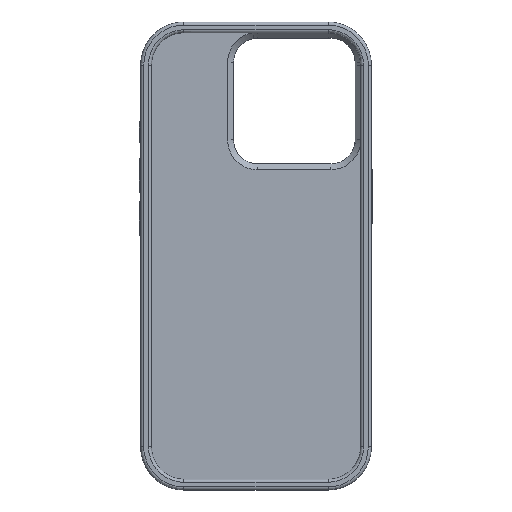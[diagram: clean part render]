
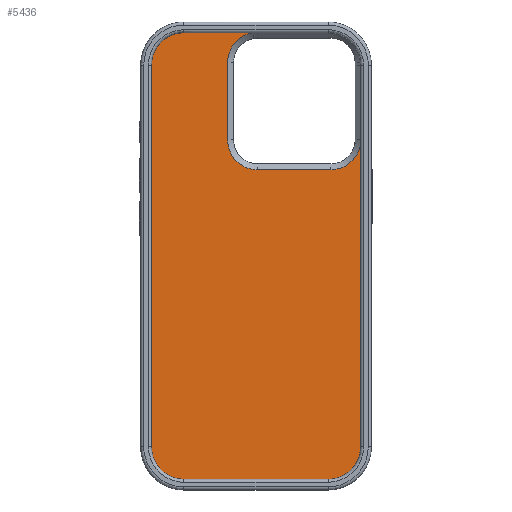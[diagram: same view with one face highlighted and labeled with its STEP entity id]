
A CAD part, front view. The second image highlights one B-rep face of the part: STEP entity #5436.
In plain terms, the highlighted free-form (B-spline) face has degree [1, 1] with [2, 2] control points.
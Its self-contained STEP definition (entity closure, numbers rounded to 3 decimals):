
#4881 = EDGE_CURVE('',#4882,#4884,#4886,.T.);
#4882 = VERTEX_POINT('',#4883);
#4883 = CARTESIAN_POINT('',(22.432,3.976,
    93.974));
#4884 = VERTEX_POINT('',#4885);
#4885 = CARTESIAN_POINT('',(31.282,3.976,
    101.591));
#4886 = ( BOUNDED_CURVE() B_SPLINE_CURVE(2,(#4887,#4888,#4889),
.UNSPECIFIED.,.F.,.F.) B_SPLINE_CURVE_WITH_KNOTS((3,3),(4.712,
6.134),.PIECEWISE_BEZIER_KNOTS.) CURVE() 
GEOMETRIC_REPRESENTATION_ITEM() RATIONAL_B_SPLINE_CURVE((1.,
0.758,1.)) REPRESENTATION_ITEM('') );
#4887 = CARTESIAN_POINT('',(22.432,3.976,
    93.974));
#4888 = CARTESIAN_POINT('',(30.134,3.976,
    93.974));
#4889 = CARTESIAN_POINT('',(31.282,3.976,
    101.591));
#4913 = VERTEX_POINT('',#4914);
#4914 = CARTESIAN_POINT('',(0.459,3.976,93.974
    ));
#4919 = EDGE_CURVE('',#4913,#4882,#4920,.T.);
#4920 = B_SPLINE_CURVE_WITH_KNOTS('',1,(#4921,#4922),.UNSPECIFIED.,.F.,
  .F.,(2,2),(-11.838,12.343),.PIECEWISE_BEZIER_KNOTS.);
#4921 = CARTESIAN_POINT('',(0.459,3.976,93.974
    ));
#4922 = CARTESIAN_POINT('',(22.432,3.976,
    93.974));
#4936 = EDGE_CURVE('',#4937,#4913,#4939,.T.);
#4937 = VERTEX_POINT('',#4938);
#4938 = CARTESIAN_POINT('',(-8.492,3.976,
    102.925));
#4939 = ( BOUNDED_CURVE() B_SPLINE_CURVE(2,(#4940,#4941,#4942),
.UNSPECIFIED.,.F.,.F.) B_SPLINE_CURVE_WITH_KNOTS((3,3),(4.712,
6.283),.PIECEWISE_BEZIER_KNOTS.) CURVE() 
GEOMETRIC_REPRESENTATION_ITEM() RATIONAL_B_SPLINE_CURVE((1.,
0.707,1.)) REPRESENTATION_ITEM('') );
#4940 = CARTESIAN_POINT('',(-8.492,3.976,
    102.925));
#4941 = CARTESIAN_POINT('',(-8.492,3.976,
    93.974));
#4942 = CARTESIAN_POINT('',(0.459,3.976,93.974
    ));
#4962 = VERTEX_POINT('',#4963);
#4963 = CARTESIAN_POINT('',(-8.492,3.976,126.097
    ));
#4968 = EDGE_CURVE('',#4962,#4937,#4969,.T.);
#4969 = B_SPLINE_CURVE_WITH_KNOTS('',1,(#4970,#4971),.UNSPECIFIED.,.F.,
  .F.,(2,2),(-44.633,-19.133),.PIECEWISE_BEZIER_KNOTS.);
#4970 = CARTESIAN_POINT('',(-8.492,3.976,126.097
    ));
#4971 = CARTESIAN_POINT('',(-8.492,3.976,
    102.925));
#4996 = EDGE_CURVE('',#4997,#4962,#4999,.T.);
#4997 = VERTEX_POINT('',#4998);
#4998 = CARTESIAN_POINT('',(-0.875,3.976,
    134.948));
#4999 = ( BOUNDED_CURVE() B_SPLINE_CURVE(2,(#5000,#5001,#5002),
.UNSPECIFIED.,.F.,.F.) B_SPLINE_CURVE_WITH_KNOTS((3,3),(4.862,
6.283),.PIECEWISE_BEZIER_KNOTS.) CURVE() 
GEOMETRIC_REPRESENTATION_ITEM() RATIONAL_B_SPLINE_CURVE((1.,
0.758,1.)) REPRESENTATION_ITEM('') );
#5000 = CARTESIAN_POINT('',(-0.875,3.976,
    134.948));
#5001 = CARTESIAN_POINT('',(-8.492,3.976,133.8)
  );
#5002 = CARTESIAN_POINT('',(-8.492,3.976,126.097
    ));
#5382 = VERTEX_POINT('',#5383);
#5383 = CARTESIAN_POINT('',(31.282,3.976,11.082
    ));
#5389 = EDGE_CURVE('',#5382,#4884,#5390,.T.);
#5390 = B_SPLINE_CURVE_WITH_KNOTS('',1,(#5391,#5392),.UNSPECIFIED.,.F.,
  .F.,(2,2),(0.,99.602),.PIECEWISE_BEZIER_KNOTS.);
#5391 = CARTESIAN_POINT('',(31.282,3.976,11.082
    ));
#5392 = CARTESIAN_POINT('',(31.282,3.976,
    101.591));
#5436 = ADVANCED_FACE('',(#5437),#5488,.F.);
#5437 = FACE_BOUND('',#5438,.T.);
#5438 = EDGE_LOOP('',(#5439,#5440,#5447,#5455,#5462,#5470,#5477,#5483,
    #5484,#5485,#5486,#5487));
#5439 = ORIENTED_EDGE('',*,*,#4996,.F.);
#5440 = ORIENTED_EDGE('',*,*,#5441,.T.);
#5441 = EDGE_CURVE('',#4997,#5442,#5444,.T.);
#5442 = VERTEX_POINT('',#5443);
#5443 = CARTESIAN_POINT('',(-21.559,3.976,
    134.948));
#5444 = B_SPLINE_CURVE_WITH_KNOTS('',1,(#5445,#5446),.UNSPECIFIED.,.F.,
  .F.,(2,2),(24.688,47.45),.PIECEWISE_BEZIER_KNOTS.);
#5445 = CARTESIAN_POINT('',(-0.875,3.976,
    134.948));
#5446 = CARTESIAN_POINT('',(-21.559,3.976,
    134.948));
#5447 = ORIENTED_EDGE('',*,*,#5448,.T.);
#5448 = EDGE_CURVE('',#5442,#5449,#5451,.T.);
#5449 = VERTEX_POINT('',#5450);
#5450 = CARTESIAN_POINT('',(-31.282,3.976,
    125.225));
#5451 = ( BOUNDED_CURVE() B_SPLINE_CURVE(2,(#5452,#5453,#5454),
.UNSPECIFIED.,.F.,.F.) B_SPLINE_CURVE_WITH_KNOTS((3,3),(0.,
1.571),.PIECEWISE_BEZIER_KNOTS.) CURVE() 
GEOMETRIC_REPRESENTATION_ITEM() RATIONAL_B_SPLINE_CURVE((1.,
0.707,1.)) REPRESENTATION_ITEM('') );
#5452 = CARTESIAN_POINT('',(-21.559,3.976,
    134.948));
#5453 = CARTESIAN_POINT('',(-31.282,3.976,
    134.948));
#5454 = CARTESIAN_POINT('',(-31.282,3.976,
    125.225));
#5455 = ORIENTED_EDGE('',*,*,#5456,.T.);
#5456 = EDGE_CURVE('',#5449,#5457,#5459,.T.);
#5457 = VERTEX_POINT('',#5458);
#5458 = CARTESIAN_POINT('',(-31.282,3.976,11.082
    ));
#5459 = B_SPLINE_CURVE_WITH_KNOTS('',1,(#5460,#5461),.UNSPECIFIED.,.F.,
  .F.,(2,2),(0.,125.61),.PIECEWISE_BEZIER_KNOTS.);
#5460 = CARTESIAN_POINT('',(-31.282,3.976,
    125.225));
#5461 = CARTESIAN_POINT('',(-31.282,3.976,11.082
    ));
#5462 = ORIENTED_EDGE('',*,*,#5463,.T.);
#5463 = EDGE_CURVE('',#5457,#5464,#5466,.T.);
#5464 = VERTEX_POINT('',#5465);
#5465 = CARTESIAN_POINT('',(-21.559,3.976,1.359
    ));
#5466 = ( BOUNDED_CURVE() B_SPLINE_CURVE(2,(#5467,#5468,#5469),
.UNSPECIFIED.,.F.,.F.) B_SPLINE_CURVE_WITH_KNOTS((3,3),(0.,
1.571),.PIECEWISE_BEZIER_KNOTS.) CURVE() 
GEOMETRIC_REPRESENTATION_ITEM() RATIONAL_B_SPLINE_CURVE((1.,
0.707,1.)) REPRESENTATION_ITEM('') );
#5467 = CARTESIAN_POINT('',(-31.282,3.976,11.082
    ));
#5468 = CARTESIAN_POINT('',(-31.282,3.976,1.359
    ));
#5469 = CARTESIAN_POINT('',(-21.559,3.976,1.359
    ));
#5470 = ORIENTED_EDGE('',*,*,#5471,.T.);
#5471 = EDGE_CURVE('',#5464,#5472,#5474,.T.);
#5472 = VERTEX_POINT('',#5473);
#5473 = CARTESIAN_POINT('',(21.559,3.976,1.359
    ));
#5474 = B_SPLINE_CURVE_WITH_KNOTS('',1,(#5475,#5476),.UNSPECIFIED.,.F.,
  .F.,(2,2),(0.,47.45),.PIECEWISE_BEZIER_KNOTS.);
#5475 = CARTESIAN_POINT('',(-21.559,3.976,1.359
    ));
#5476 = CARTESIAN_POINT('',(21.559,3.976,1.359
    ));
#5477 = ORIENTED_EDGE('',*,*,#5478,.F.);
#5478 = EDGE_CURVE('',#5382,#5472,#5479,.T.);
#5479 = ( BOUNDED_CURVE() B_SPLINE_CURVE(2,(#5480,#5481,#5482),
.UNSPECIFIED.,.F.,.F.) B_SPLINE_CURVE_WITH_KNOTS((3,3),(0.,
1.571),.PIECEWISE_BEZIER_KNOTS.) CURVE() 
GEOMETRIC_REPRESENTATION_ITEM() RATIONAL_B_SPLINE_CURVE((1.,
0.707,1.)) REPRESENTATION_ITEM('') );
#5480 = CARTESIAN_POINT('',(31.282,3.976,11.082
    ));
#5481 = CARTESIAN_POINT('',(31.282,3.976,1.359
    ));
#5482 = CARTESIAN_POINT('',(21.559,3.976,1.359
    ));
#5483 = ORIENTED_EDGE('',*,*,#5389,.T.);
#5484 = ORIENTED_EDGE('',*,*,#4881,.F.);
#5485 = ORIENTED_EDGE('',*,*,#4919,.F.);
#5486 = ORIENTED_EDGE('',*,*,#4936,.F.);
#5487 = ORIENTED_EDGE('',*,*,#4968,.F.);
#5488 = B_SPLINE_SURFACE_WITH_KNOTS('',1,1,(
    (#5489,#5490)
    ,(#5491,#5492
    )),.UNSPECIFIED.,.F.,.F.,.F.,(2,2),(2,2),(-34.425,34.425),(-73.505,
    73.505),.PIECEWISE_BEZIER_KNOTS.);
#5489 = CARTESIAN_POINT('',(31.282,3.976,1.359
    ));
#5490 = CARTESIAN_POINT('',(31.282,3.976,
    134.948));
#5491 = CARTESIAN_POINT('',(-31.282,3.976,1.359
    ));
#5492 = CARTESIAN_POINT('',(-31.282,3.976,
    134.948));
